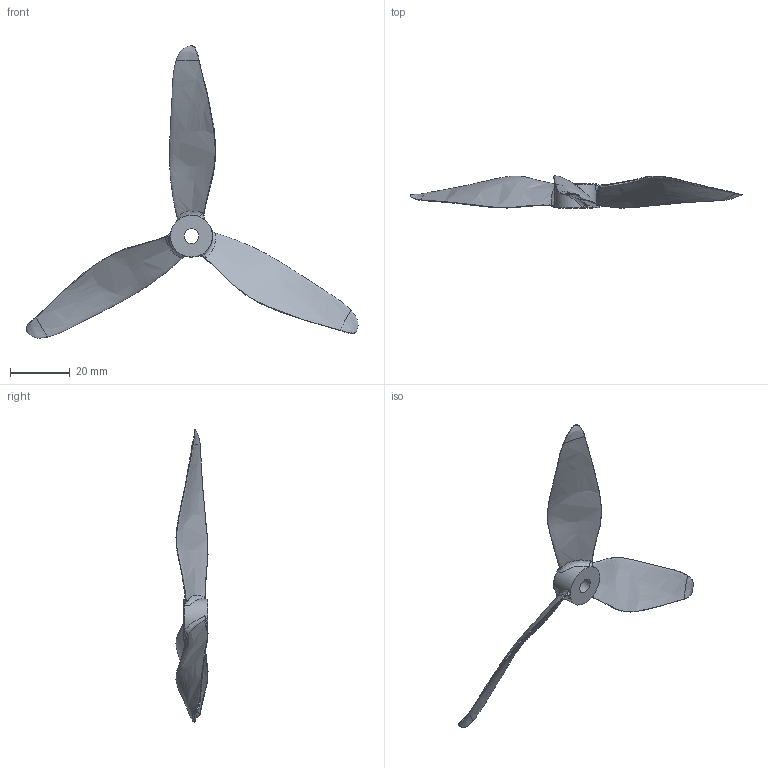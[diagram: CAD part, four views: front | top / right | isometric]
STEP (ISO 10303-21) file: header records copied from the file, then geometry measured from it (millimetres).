
FILE_DESCRIPTION(/* description */ ('STEP AP214'),/* implementation_level */ '2;1');
FILE_NAME(/* name */ '5x4x3_propeller_ipt_38a1b156.STEP',/* time_stamp */ '2021-01-13T01:27:55+03:00',/* author */ (''),/* organization */ (''),/* preprocessor_version */ 'ST-DEVELOPER v18.1',/* originating_system */ 'Autodesk Inventor 2021',/* authorisation */ '');
FILE_SCHEMA (('AUTOMOTIVE_DESIGN { 1 0 10303 214 3 1 1 }'));
Length unit declared in the file: millimetre
Products named in the file (1): 5x4x3_propeller
Bounding box: 110.77 x 10.68 x 97.53 mm (x, y, z)
Volume: 3497.2 mm3; surface area: 5554.3 mm2
Topology: 1 solids, 1 shells, 194 faces, 483 edges, 294 vertices
Faces by surface type: plane 103, bspline 83, cylinder 4, torus 3, cone 1
Full cylindrical faces by diameter (mm): 5 x1
Entity records: 18568 total; most frequent: CARTESIAN_POINT 14527, ORIENTED_EDGE 960, DIRECTION 576, EDGE_CURVE 480, VERTEX_POINT 294, LINE 276, VECTOR 276, EDGE_LOOP 202
